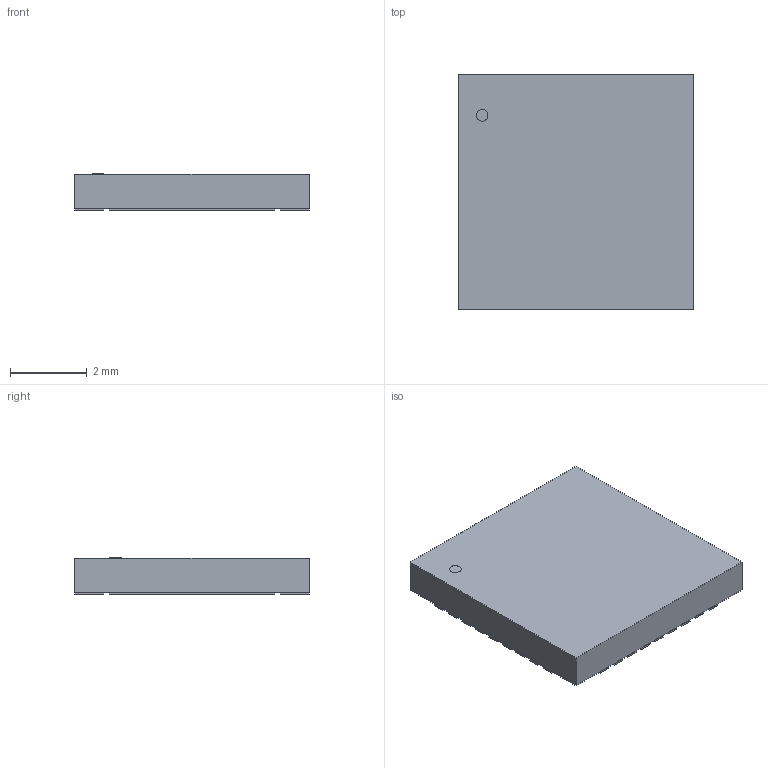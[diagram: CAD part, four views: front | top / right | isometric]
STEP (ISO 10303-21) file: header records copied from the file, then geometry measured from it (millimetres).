
FILE_DESCRIPTION(/* description */ (''),/* implementation_level */ '2;1');
FILE_NAME(/* name */ '36-VFQFPN.step',/* time_stamp */ '2021-09-08T18:03:52+03:00',/* author */ (''),/* organization */ (''),/* preprocessor_version */ 'ST-DEVELOPER v18.1',/* originating_system */ 'Autodesk Translation Framework v10.10.0.1391',/* authorisation */ '');
FILE_SCHEMA (('AUTOMOTIVE_DESIGN { 1 0 10303 214 3 1 1 }'));
Length unit declared in the file: millimetre
Products named in the file (1): (Unsaved)
Bounding box: 6.12 x 6.12 x 0.94 mm (x, y, z)
Volume: 34.7 mm3; surface area: 154.3 mm2
Topology: 39 solids, 39 shells, 231 faces, 459 edges, 306 vertices
Faces by surface type: plane 230, cylinder 1
Full cylindrical faces by diameter (mm): 0.306 x1
Entity records: 6075 total; most frequent: CARTESIAN_POINT 997, DIRECTION 925, ORIENTED_EDGE 918, EDGE_CURVE 459, LINE 457, VECTOR 457, VERTEX_POINT 306, STYLED_ITEM 270
